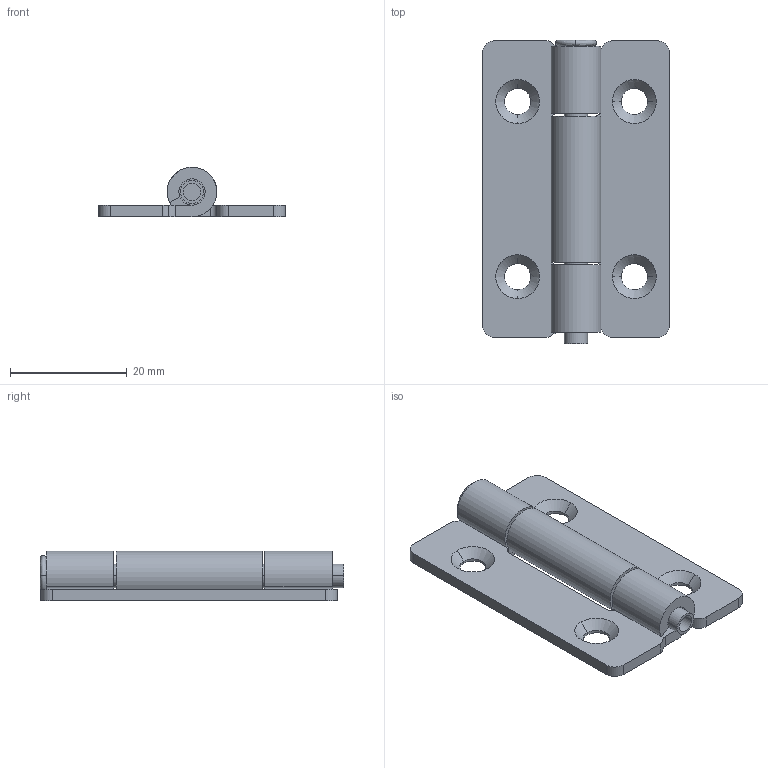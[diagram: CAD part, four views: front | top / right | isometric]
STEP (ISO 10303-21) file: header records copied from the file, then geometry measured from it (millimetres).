
FILE_DESCRIPTION(/* description */ (''),/* implementation_level */ '2;1');
FILE_NAME(/* name */ 'JL152',/* time_stamp */ '2025-05-20T10:19:58+08:00',/* author */ (''),/* organization */ (''),/* preprocessor_version */ 'ST-DEVELOPER v19.2',/* originating_system */ 'Rhino 8.5',/* authorisation */ '');
FILE_SCHEMA (('CONFIG_CONTROL_DESIGN'));
Length unit declared in the file: millimetre
Products named in the file (1): Document
Bounding box: 32 x 52 x 8.49 mm (x, y, z)
Volume: 4836.8 mm3; surface area: 5836.8 mm2
Topology: 3 solids, 3 shells, 70 faces, 178 edges, 116 vertices
Faces by surface type: cylinder 32, plane 26, bspline 12
Entity records: 2491 total; most frequent: CARTESIAN_POINT 862, ORIENTED_EDGE 356, DIRECTION 230, EDGE_CURVE 178, AXIS2_PLACEMENT_3D 144, VERTEX_POINT 116, TRIMMED_CURVE 84, CIRCLE 84
